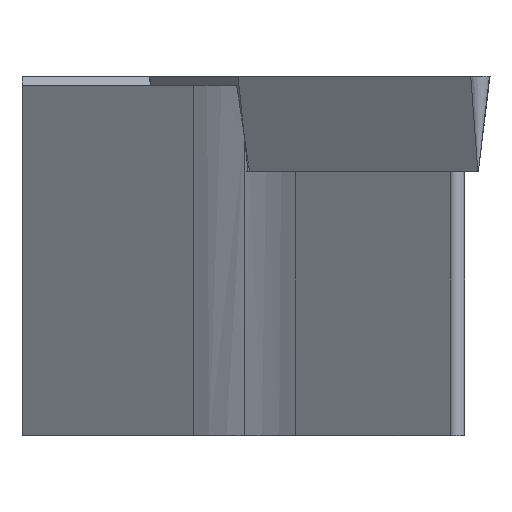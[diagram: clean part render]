
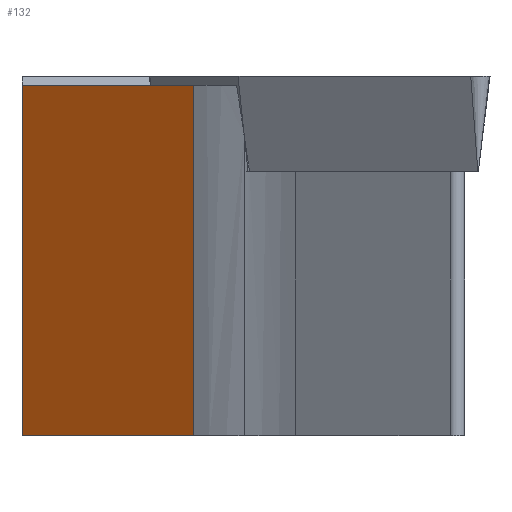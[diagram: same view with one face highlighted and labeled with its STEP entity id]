
A CAD part, left-side view. The second image highlights one B-rep face of the part: STEP entity #132.
In plain terms, the highlighted planar face has unit normal (-0.793, 0.609, 0).
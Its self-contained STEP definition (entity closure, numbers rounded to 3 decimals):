
#132=ADVANCED_FACE('',(#183),#155,.F.);
#155=PLANE('',#672);
#183=FACE_OUTER_BOUND('',#213,.T.);
#213=EDGE_LOOP('',(#340,#341,#342,#343));
#340=ORIENTED_EDGE('',*,*,#499,.F.);
#341=ORIENTED_EDGE('',*,*,#483,.F.);
#342=ORIENTED_EDGE('',*,*,#481,.T.);
#343=ORIENTED_EDGE('',*,*,#457,.F.);
#406=VERTEX_POINT('',#868);
#407=VERTEX_POINT('',#870);
#423=VERTEX_POINT('',#917);
#424=VERTEX_POINT('',#921);
#457=EDGE_CURVE('',#406,#407,#531,.T.);
#481=EDGE_CURVE('',#423,#407,#543,.T.);
#483=EDGE_CURVE('',#423,#424,#544,.T.);
#499=EDGE_CURVE('',#424,#406,#558,.T.);
#531=LINE('',#869,#586);
#543=LINE('',#916,#598);
#544=LINE('',#920,#599);
#558=LINE('',#951,#613);
#586=VECTOR('',#702,1.);
#598=VECTOR('',#752,1.);
#599=VECTOR('',#757,1.);
#613=VECTOR('',#783,1.);
#672=AXIS2_PLACEMENT_3D('',#962,#800,#801);
#702=DIRECTION('',(-0.609,-0.793,0.));
#752=DIRECTION('',(0.,0.,1.));
#757=DIRECTION('',(0.609,0.793,0.));
#783=DIRECTION('',(0.,0.,1.));
#800=DIRECTION('',(0.793,-0.609,0.));
#801=DIRECTION('',(0.609,0.793,0.));
#868=CARTESIAN_POINT('',(12.277,0.,-0.3));
#869=CARTESIAN_POINT('',(7.889,-5.719,-0.3));
#870=CARTESIAN_POINT('',(7.889,-5.719,-0.3));
#916=CARTESIAN_POINT('',(7.889,-5.719,-40.));
#917=CARTESIAN_POINT('',(7.889,-5.719,-12.));
#920=CARTESIAN_POINT('',(7.889,-5.719,-12.));
#921=CARTESIAN_POINT('',(12.277,0.,-12.));
#951=CARTESIAN_POINT('',(12.277,0.,-40.));
#962=CARTESIAN_POINT('',(7.889,-5.719,-40.));
